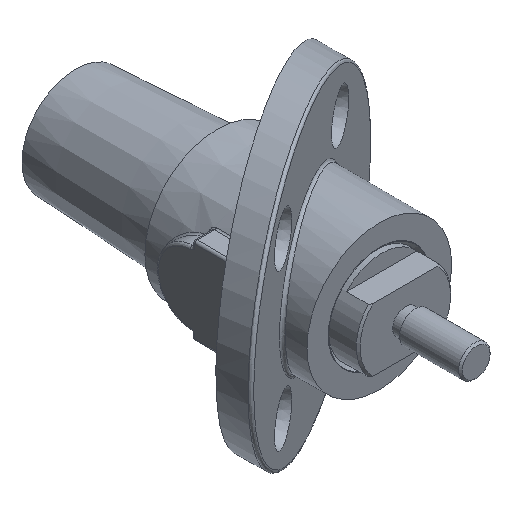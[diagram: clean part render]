
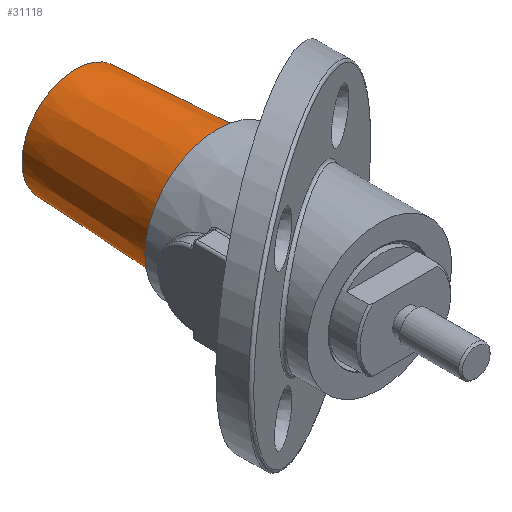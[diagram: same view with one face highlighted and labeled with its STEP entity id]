
A CAD part, isometric view. The second image highlights one B-rep face of the part: STEP entity #31118.
In plain terms, the highlighted conical face has half-angle 2.951 degrees and reference radius 21.628 mm.
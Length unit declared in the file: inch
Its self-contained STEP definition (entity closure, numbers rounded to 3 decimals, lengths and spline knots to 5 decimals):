
#10150 = EDGE_CURVE ( 'NONE', #12304, #12304, #34927, .T. ) ;
#10521 = CIRCLE ( 'NONE', #35799, 0.96559 ) ;
#10669 = VERTEX_POINT ( 'NONE', #10982 ) ;
#10982 = CARTESIAN_POINT ( 'NONE',  ( 0., 2.61199, 0.96559 ) ) ;
#11148 = CONICAL_SURFACE ( 'NONE', #15180, 0.8515, 0.052 ) ;
#12304 = VERTEX_POINT ( 'NONE', #26895 ) ;
#12795 = DIRECTION ( 'NONE',  ( 0., -1., 0. ) ) ;
#15180 = AXIS2_PLACEMENT_3D ( 'NONE', #32598, #32921, #61095 ) ;
#17431 = FACE_BOUND ( 'NONE', #56799, .T. ) ;
#19743 = ORIENTED_EDGE ( 'NONE', *, *, #48554, .T. ) ;
#21288 = DIRECTION ( 'NONE',  ( 0., 1., 0. ) ) ;
#21815 = AXIS2_PLACEMENT_3D ( 'NONE', #27663, #12795, #41922 ) ;
#26895 = CARTESIAN_POINT ( 'NONE',  ( 0., 4.825, -0.8515 ) ) ;
#27663 = CARTESIAN_POINT ( 'NONE',  ( 0., 4.825, 0. ) ) ;
#31118 = ADVANCED_FACE ( 'NONE', ( #42109, #17431 ), #11148, .T. ) ;
#32598 = CARTESIAN_POINT ( 'NONE',  ( 0., 4.825, 0. ) ) ;
#32921 = DIRECTION ( 'NONE',  ( 0., -1., 0. ) ) ;
#34927 = CIRCLE ( 'NONE', #21815, 0.8515 ) ;
#35799 = AXIS2_PLACEMENT_3D ( 'NONE', #40573, #21288, #39948 ) ;
#39948 = DIRECTION ( 'NONE',  ( 0., 0., 1. ) ) ;
#40573 = CARTESIAN_POINT ( 'NONE',  ( 0., 2.61199, 0. ) ) ;
#40878 = EDGE_LOOP ( 'NONE', ( #19743 ) ) ;
#41922 = DIRECTION ( 'NONE',  ( 0., 0., -1. ) ) ;
#42109 = FACE_OUTER_BOUND ( 'NONE', #40878, .T. ) ;
#48554 = EDGE_CURVE ( 'NONE', #10669, #10669, #10521, .T. ) ;
#56799 = EDGE_LOOP ( 'NONE', ( #60220 ) ) ;
#60220 = ORIENTED_EDGE ( 'NONE', *, *, #10150, .T. ) ;
#61095 = DIRECTION ( 'NONE',  ( 0., 0., -1. ) ) ;
